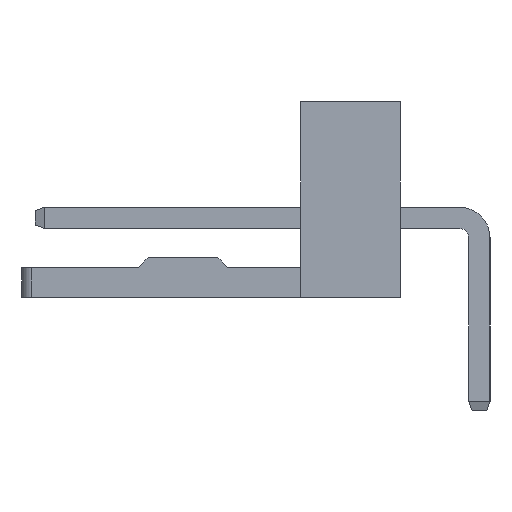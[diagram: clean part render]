
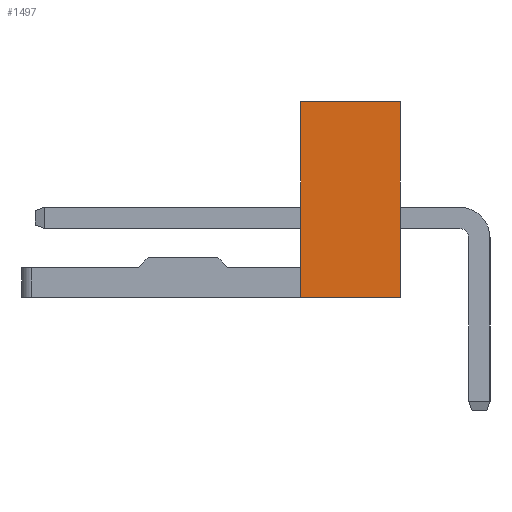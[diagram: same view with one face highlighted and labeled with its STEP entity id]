
A CAD part, left-side view. The second image highlights one B-rep face of the part: STEP entity #1497.
In plain terms, the highlighted planar face has unit normal (-1, 0, 0).
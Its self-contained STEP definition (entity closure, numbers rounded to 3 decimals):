
#36 = ORIENTED_EDGE ( 'NONE', *, *, #3492, .T. ) ;
#82 = AXIS2_PLACEMENT_3D ( 'NONE', #1054, #1930, #8000 ) ;
#570 = LINE ( 'NONE', #6206, #4097 ) ;
#904 = CARTESIAN_POINT ( 'NONE',  ( -1.27, 2.38, 5.9 ) ) ;
#1054 = CARTESIAN_POINT ( 'NONE',  ( -1.27, 2.38, 0. ) ) ;
#1174 = EDGE_CURVE ( 'NONE', #6788, #3814, #1965, .T. ) ;
#1457 = CARTESIAN_POINT ( 'NONE',  ( -1.27, 2.38, 5.9 ) ) ;
#1497 = ADVANCED_FACE ( 'NONE', ( #3993 ), #1613, .T. ) ;
#1613 = PLANE ( 'NONE',  #82 ) ;
#1746 = CARTESIAN_POINT ( 'NONE',  ( -1.27, 2.38, 0. ) ) ;
#1930 = DIRECTION ( 'NONE',  ( -1., 0., 0. ) ) ;
#1965 = LINE ( 'NONE', #1746, #4004 ) ;
#2096 = VERTEX_POINT ( 'NONE', #4447 ) ;
#2375 = CARTESIAN_POINT ( 'NONE',  ( -1.27, 5.38, 0. ) ) ;
#2795 = EDGE_CURVE ( 'NONE', #6788, #6051, #570, .T. ) ;
#3091 = CARTESIAN_POINT ( 'NONE',  ( -1.27, 2.38, 0. ) ) ;
#3492 = EDGE_CURVE ( 'NONE', #2096, #6051, #6772, .T. ) ;
#3814 = VERTEX_POINT ( 'NONE', #1457 ) ;
#3993 = FACE_OUTER_BOUND ( 'NONE', #9491, .T. ) ;
#4004 = VECTOR ( 'NONE', #9519, 1000. ) ;
#4097 = VECTOR ( 'NONE', #5304, 1000. ) ;
#4447 = CARTESIAN_POINT ( 'NONE',  ( -1.27, 5.38, 5.9 ) ) ;
#4811 = EDGE_CURVE ( 'NONE', #3814, #2096, #10648, .T. ) ;
#5304 = DIRECTION ( 'NONE',  ( 0., 1., 0. ) ) ;
#5565 = ORIENTED_EDGE ( 'NONE', *, *, #1174, .T. ) ;
#6051 = VERTEX_POINT ( 'NONE', #6614 ) ;
#6100 = DIRECTION ( 'NONE',  ( 0., 1., 0. ) ) ;
#6206 = CARTESIAN_POINT ( 'NONE',  ( -1.27, 2.38, 0. ) ) ;
#6614 = CARTESIAN_POINT ( 'NONE',  ( -1.27, 5.38, 0. ) ) ;
#6772 = LINE ( 'NONE', #2375, #7994 ) ;
#6788 = VERTEX_POINT ( 'NONE', #3091 ) ;
#7994 = VECTOR ( 'NONE', #11029, 1000. ) ;
#8000 = DIRECTION ( 'NONE',  ( 0., 0., 1. ) ) ;
#8023 = ORIENTED_EDGE ( 'NONE', *, *, #2795, .F. ) ;
#9016 = VECTOR ( 'NONE', #6100, 1000. ) ;
#9491 = EDGE_LOOP ( 'NONE', ( #36, #8023, #5565, #11213 ) ) ;
#9519 = DIRECTION ( 'NONE',  ( 0., 0., 1. ) ) ;
#10648 = LINE ( 'NONE', #904, #9016 ) ;
#11029 = DIRECTION ( 'NONE',  ( 0., 0., -1. ) ) ;
#11213 = ORIENTED_EDGE ( 'NONE', *, *, #4811, .T. ) ;
